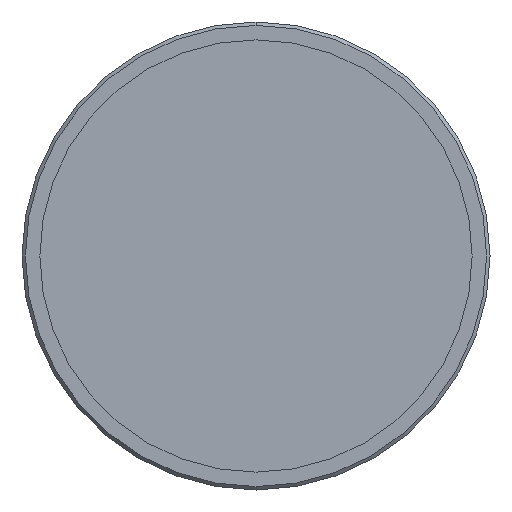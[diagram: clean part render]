
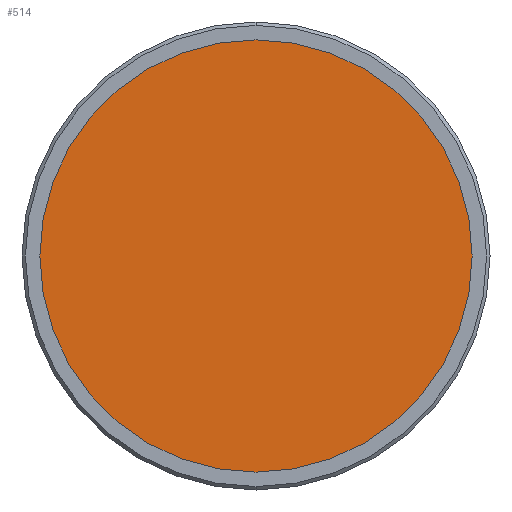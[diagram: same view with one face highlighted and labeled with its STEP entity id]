
A CAD part, front view. The second image highlights one B-rep face of the part: STEP entity #514.
In plain terms, the highlighted planar face has unit normal (0, -1, 0).
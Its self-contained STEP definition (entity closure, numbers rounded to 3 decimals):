
#58 = EDGE_CURVE ( 'NONE', #359, #133, #533, .T. ) ;
#66 = CARTESIAN_POINT ( 'NONE',  ( 0., -0.76, 0. ) ) ;
#76 = AXIS2_PLACEMENT_3D ( 'NONE', #378, #617, #181 ) ;
#100 = FACE_OUTER_BOUND ( 'NONE', #595, .T. ) ;
#117 = CARTESIAN_POINT ( 'NONE',  ( 0., -0.76, 13.19 ) ) ;
#122 = DIRECTION ( 'NONE',  ( 0., 0., 1. ) ) ;
#133 = VERTEX_POINT ( 'NONE', #117 ) ;
#181 = DIRECTION ( 'NONE',  ( 0., 0., 1. ) ) ;
#195 = EDGE_CURVE ( 'NONE', #133, #359, #449, .T. ) ;
#239 = PLANE ( 'NONE',  #331 ) ;
#264 = DIRECTION ( 'NONE',  ( 0., 1., 0. ) ) ;
#331 = AXIS2_PLACEMENT_3D ( 'NONE', #619, #624, #585 ) ;
#359 = VERTEX_POINT ( 'NONE', #485 ) ;
#378 = CARTESIAN_POINT ( 'NONE',  ( 0., -0.76, 0. ) ) ;
#383 = AXIS2_PLACEMENT_3D ( 'NONE', #66, #264, #122 ) ;
#449 = CIRCLE ( 'NONE', #76, 13.19 ) ;
#464 = ORIENTED_EDGE ( 'NONE', *, *, #58, .F. ) ;
#485 = CARTESIAN_POINT ( 'NONE',  ( 0., -0.76, -13.19 ) ) ;
#499 = ORIENTED_EDGE ( 'NONE', *, *, #195, .F. ) ;
#514 = ADVANCED_FACE ( 'NONE', ( #100 ), #239, .T. ) ;
#533 = CIRCLE ( 'NONE', #383, 13.19 ) ;
#585 = DIRECTION ( 'NONE',  ( 0., 0., -1. ) ) ;
#595 = EDGE_LOOP ( 'NONE', ( #499, #464 ) ) ;
#617 = DIRECTION ( 'NONE',  ( 0., 1., 0. ) ) ;
#619 = CARTESIAN_POINT ( 'NONE',  ( 13.19, -0.76, 0. ) ) ;
#624 = DIRECTION ( 'NONE',  ( 0., -1., 0. ) ) ;
